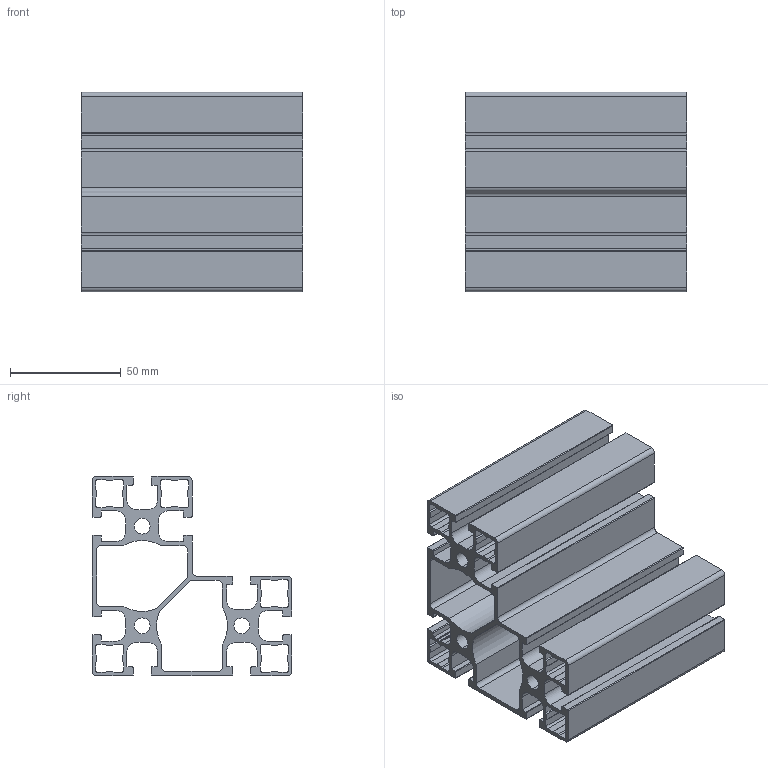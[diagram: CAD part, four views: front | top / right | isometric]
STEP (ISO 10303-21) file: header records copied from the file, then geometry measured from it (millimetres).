
FILE_DESCRIPTION (( 'STEP AP214' ), '1' );
FILE_NAME ('084.101.069.STEP', '2020-07-23T07:41:22', ( '' ), ( '' ), 'SwSTEP 2.0', 'SolidWorks 2018', '' );
FILE_SCHEMA (( 'AUTOMOTIVE_DESIGN' ));
Length unit declared in the file: millimetre
Products named in the file (1): 084.101.069
Bounding box: 100 x 90 x 90 mm (x, y, z)
Volume: 159961.1 mm3; surface area: 126089.4 mm2
Topology: 1 solids, 1 shells, 287 faces, 855 edges, 570 vertices
Faces by surface type: plane 186, cylinder 101
Entity records: 9705 total; most frequent: CARTESIAN_POINT 1713, ORIENTED_EDGE 1710, DIRECTION 1633, EDGE_CURVE 855, VECTOR 653, LINE 653, VERTEX_POINT 570, AXIS2_PLACEMENT_3D 490
